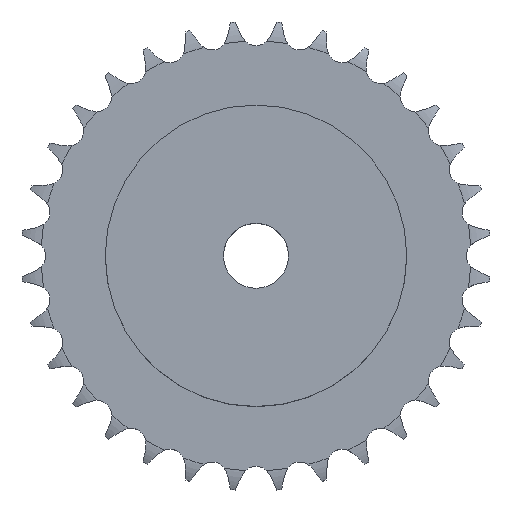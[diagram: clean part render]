
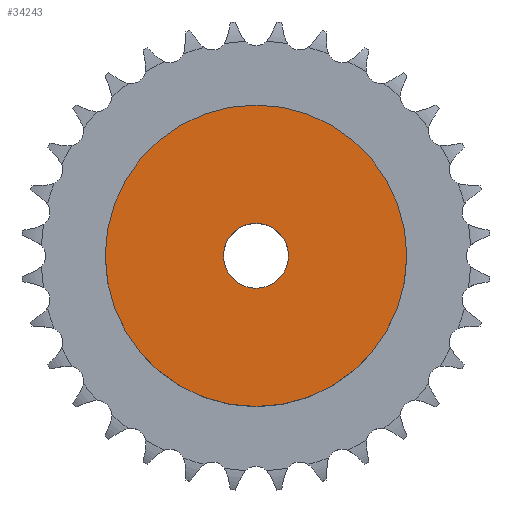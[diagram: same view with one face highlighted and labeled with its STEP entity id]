
A CAD part, top view. The second image highlights one B-rep face of the part: STEP entity #34243.
In plain terms, the highlighted planar face has unit normal (0, 0, 1).
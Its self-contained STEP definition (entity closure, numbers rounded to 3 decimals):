
#4065 = CYLINDRICAL_SURFACE('',#4066,32.5);
#4066 = AXIS2_PLACEMENT_3D('',#4067,#4068,#4069);
#4067 = CARTESIAN_POINT('',(0.,0.,0.));
#4068 = DIRECTION('',(-0.,-0.,-1.));
#4069 = DIRECTION('',(1.,0.,0.));
#21632 = VERTEX_POINT('',#21633);
#21633 = CARTESIAN_POINT('',(32.5,0.,30.));
#21654 = EDGE_CURVE('',#21632,#21632,#21655,.T.);
#21655 = SURFACE_CURVE('',#21656,(#21661,#21668),.PCURVE_S1.);
#21656 = CIRCLE('',#21657,32.5);
#21657 = AXIS2_PLACEMENT_3D('',#21658,#21659,#21660);
#21658 = CARTESIAN_POINT('',(0.,0.,30.));
#21659 = DIRECTION('',(0.,0.,1.));
#21660 = DIRECTION('',(1.,0.,0.));
#21661 = PCURVE('',#4065,#21662);
#21662 = DEFINITIONAL_REPRESENTATION('',(#21663),#21667);
#21663 = LINE('',#21664,#21665);
#21664 = CARTESIAN_POINT('',(-0.,-30.));
#21665 = VECTOR('',#21666,1.);
#21666 = DIRECTION('',(-1.,0.));
#21667 = ( GEOMETRIC_REPRESENTATION_CONTEXT(2) 
PARAMETRIC_REPRESENTATION_CONTEXT() REPRESENTATION_CONTEXT('2D SPACE',''
  ) );
#21668 = PCURVE('',#21669,#21674);
#21669 = PLANE('',#21670);
#21670 = AXIS2_PLACEMENT_3D('',#21671,#21672,#21673);
#21671 = CARTESIAN_POINT('',(0.,0.,30.)
  );
#21672 = DIRECTION('',(0.,0.,1.));
#21673 = DIRECTION('',(1.,0.,0.));
#21674 = DEFINITIONAL_REPRESENTATION('',(#21675),#21679);
#21675 = CIRCLE('',#21676,32.5);
#21676 = AXIS2_PLACEMENT_2D('',#21677,#21678);
#21677 = CARTESIAN_POINT('',(0.,0.));
#21678 = DIRECTION('',(1.,0.));
#21679 = ( GEOMETRIC_REPRESENTATION_CONTEXT(2) 
PARAMETRIC_REPRESENTATION_CONTEXT() REPRESENTATION_CONTEXT('2D SPACE',''
  ) );
#28993 = CYLINDRICAL_SURFACE('',#28994,7.);
#28994 = AXIS2_PLACEMENT_3D('',#28995,#28996,#28997);
#28995 = CARTESIAN_POINT('',(0.,0.,155.522));
#28996 = DIRECTION('',(0.,0.,1.));
#28997 = DIRECTION('',(1.,0.,0.));
#34243 = ADVANCED_FACE('',(#34244,#34247),#21669,.T.);
#34244 = FACE_BOUND('',#34245,.T.);
#34245 = EDGE_LOOP('',(#34246));
#34246 = ORIENTED_EDGE('',*,*,#21654,.T.);
#34247 = FACE_BOUND('',#34248,.T.);
#34248 = EDGE_LOOP('',(#34249));
#34249 = ORIENTED_EDGE('',*,*,#34250,.F.);
#34250 = EDGE_CURVE('',#34251,#34251,#34253,.T.);
#34251 = VERTEX_POINT('',#34252);
#34252 = CARTESIAN_POINT('',(7.,0.,30.));
#34253 = SURFACE_CURVE('',#34254,(#34259,#34266),.PCURVE_S1.);
#34254 = CIRCLE('',#34255,7.);
#34255 = AXIS2_PLACEMENT_3D('',#34256,#34257,#34258);
#34256 = CARTESIAN_POINT('',(0.,0.,30.));
#34257 = DIRECTION('',(0.,0.,1.));
#34258 = DIRECTION('',(1.,0.,0.));
#34259 = PCURVE('',#21669,#34260);
#34260 = DEFINITIONAL_REPRESENTATION('',(#34261),#34265);
#34261 = CIRCLE('',#34262,7.);
#34262 = AXIS2_PLACEMENT_2D('',#34263,#34264);
#34263 = CARTESIAN_POINT('',(0.,0.));
#34264 = DIRECTION('',(1.,0.));
#34265 = ( GEOMETRIC_REPRESENTATION_CONTEXT(2) 
PARAMETRIC_REPRESENTATION_CONTEXT() REPRESENTATION_CONTEXT('2D SPACE',''
  ) );
#34266 = PCURVE('',#28993,#34267);
#34267 = DEFINITIONAL_REPRESENTATION('',(#34268),#34272);
#34268 = LINE('',#34269,#34270);
#34269 = CARTESIAN_POINT('',(0.,-125.522));
#34270 = VECTOR('',#34271,1.);
#34271 = DIRECTION('',(1.,0.));
#34272 = ( GEOMETRIC_REPRESENTATION_CONTEXT(2) 
PARAMETRIC_REPRESENTATION_CONTEXT() REPRESENTATION_CONTEXT('2D SPACE',''
  ) );
